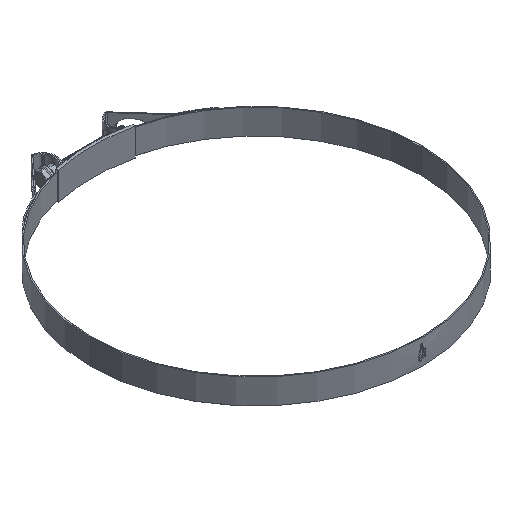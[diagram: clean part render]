
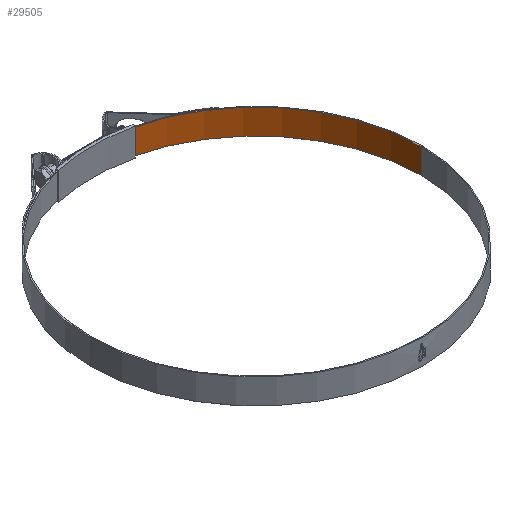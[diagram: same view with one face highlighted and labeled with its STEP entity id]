
A CAD part, isometric view. The second image highlights one B-rep face of the part: STEP entity #29505.
In plain terms, the highlighted cylindrical face has radius 184.5 mm (diameter 369 mm), a partial arc.
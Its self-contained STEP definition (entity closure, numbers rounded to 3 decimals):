
#985 = AXIS2_PLACEMENT_3D ( 'NONE', #7708, #19931, #32045 ) ;
#4768 = LINE ( 'NONE', #16788, #30752 ) ;
#4890 = DIRECTION ( 'NONE',  ( -1., 0., 0. ) ) ;
#7631 = CARTESIAN_POINT ( 'NONE',  ( 184.5, 0., 14. ) ) ;
#7708 = CARTESIAN_POINT ( 'NONE',  ( 0., 0., -14. ) ) ;
#7854 = DIRECTION ( 'NONE',  ( 0., 0., -1. ) ) ;
#10544 = VERTEX_POINT ( 'NONE', #15903 ) ;
#12228 = EDGE_CURVE ( 'NONE', #18408, #14016, #12933, .T. ) ;
#12933 = CIRCLE ( 'NONE', #985, 184.5 ) ;
#13641 = VERTEX_POINT ( 'NONE', #32450 ) ;
#14016 = VERTEX_POINT ( 'NONE', #20629 ) ;
#15903 = CARTESIAN_POINT ( 'NONE',  ( 40.8, 179.932, 14. ) ) ;
#16788 = CARTESIAN_POINT ( 'NONE',  ( 40.8, 179.932, 14. ) ) ;
#16959 = VECTOR ( 'NONE', #22846, 1000. ) ;
#18408 = VERTEX_POINT ( 'NONE', #19599 ) ;
#18625 = ORIENTED_EDGE ( 'NONE', *, *, #19967, .T. ) ;
#19599 = CARTESIAN_POINT ( 'NONE',  ( 40.8, 179.932, -14. ) ) ;
#19931 = DIRECTION ( 'NONE',  ( 0., 0., -1. ) ) ;
#19967 = EDGE_CURVE ( 'NONE', #10544, #18408, #4768, .T. ) ;
#20276 = CARTESIAN_POINT ( 'NONE',  ( 0., 0., 14. ) ) ;
#20587 = ORIENTED_EDGE ( 'NONE', *, *, #12228, .T. ) ;
#20629 = CARTESIAN_POINT ( 'NONE',  ( 184.5, 0., -14. ) ) ;
#22327 = ORIENTED_EDGE ( 'NONE', *, *, #24557, .F. ) ;
#22568 = FACE_OUTER_BOUND ( 'NONE', #24919, .T. ) ;
#22846 = DIRECTION ( 'NONE',  ( 0., 0., -1. ) ) ;
#23478 = AXIS2_PLACEMENT_3D ( 'NONE', #20276, #7854, #4890 ) ;
#24557 = EDGE_CURVE ( 'NONE', #13641, #14016, #34721, .T. ) ;
#24919 = EDGE_LOOP ( 'NONE', ( #22327, #35366, #18625, #20587 ) ) ;
#25945 = DIRECTION ( 'NONE',  ( 0., 0., -1. ) ) ;
#26254 = EDGE_CURVE ( 'NONE', #10544, #13641, #34190, .T. ) ;
#29505 = ADVANCED_FACE ( 'NONE', ( #22568 ), #35052, .F. ) ;
#30429 = AXIS2_PLACEMENT_3D ( 'NONE', #37985, #25945, #32288 ) ;
#30752 = VECTOR ( 'NONE', #37957, 1000. ) ;
#32045 = DIRECTION ( 'NONE',  ( -1., 0., 0. ) ) ;
#32288 = DIRECTION ( 'NONE',  ( -1., 0., 0. ) ) ;
#32450 = CARTESIAN_POINT ( 'NONE',  ( 184.5, 0., 14. ) ) ;
#34190 = CIRCLE ( 'NONE', #23478, 184.5 ) ;
#34721 = LINE ( 'NONE', #7631, #16959 ) ;
#35052 = CYLINDRICAL_SURFACE ( 'NONE', #30429, 184.5 ) ;
#35366 = ORIENTED_EDGE ( 'NONE', *, *, #26254, .F. ) ;
#37957 = DIRECTION ( 'NONE',  ( 0., 0., -1. ) ) ;
#37985 = CARTESIAN_POINT ( 'NONE',  ( 0., 0., 14. ) ) ;
